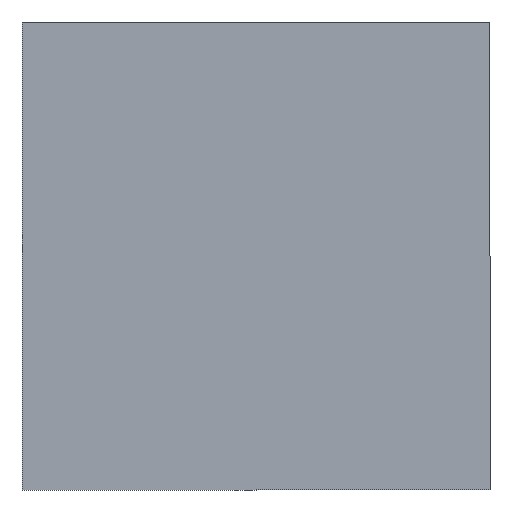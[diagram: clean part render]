
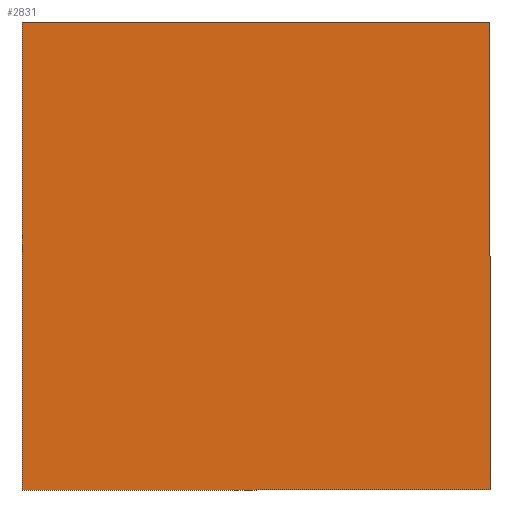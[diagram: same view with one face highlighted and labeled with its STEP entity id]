
A CAD part, front view. The second image highlights one B-rep face of the part: STEP entity #2831.
In plain terms, the highlighted planar face has unit normal (0, -1, 0).
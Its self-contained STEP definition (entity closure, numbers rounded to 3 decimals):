
#10 = CARTESIAN_POINT ( 'NONE',  ( 0., 0., 0. ) ) ;
#148 = VECTOR ( 'NONE', #1177, 1000. ) ;
#393 = EDGE_CURVE ( 'NONE', #2348, #3954, #3310, .T. ) ;
#467 = VECTOR ( 'NONE', #2490, 1000. ) ;
#479 = DIRECTION ( 'NONE',  ( 0., 0., 1. ) ) ;
#489 = CARTESIAN_POINT ( 'NONE',  ( -1300., 0., 1300. ) ) ;
#500 = LINE ( 'NONE', #3064, #467 ) ;
#561 = FACE_OUTER_BOUND ( 'NONE', #3558, .T. ) ;
#1012 = CARTESIAN_POINT ( 'NONE',  ( -1300., 0., -1300. ) ) ;
#1177 = DIRECTION ( 'NONE',  ( 0., 0., -1. ) ) ;
#1186 = ORIENTED_EDGE ( 'NONE', *, *, #3975, .F. ) ;
#1364 = EDGE_CURVE ( 'NONE', #3954, #3403, #500, .T. ) ;
#1396 = ORIENTED_EDGE ( 'NONE', *, *, #1858, .F. ) ;
#1516 = LINE ( 'NONE', #4021, #2233 ) ;
#1780 = LINE ( 'NONE', #3338, #148 ) ;
#1858 = EDGE_CURVE ( 'NONE', #3403, #3799, #1780, .T. ) ;
#1906 = CARTESIAN_POINT ( 'NONE',  ( 1300., 0., 1300. ) ) ;
#2222 = VECTOR ( 'NONE', #479, 1000. ) ;
#2233 = VECTOR ( 'NONE', #2716, 1000. ) ;
#2242 = DIRECTION ( 'NONE',  ( 0., 1., 0. ) ) ;
#2348 = VERTEX_POINT ( 'NONE', #1012 ) ;
#2490 = DIRECTION ( 'NONE',  ( 1., 0., 0. ) ) ;
#2716 = DIRECTION ( 'NONE',  ( -1., 0., 0. ) ) ;
#2772 = ORIENTED_EDGE ( 'NONE', *, *, #393, .F. ) ;
#2797 = AXIS2_PLACEMENT_3D ( 'NONE', #10, #2242, #3423 ) ;
#2831 = ADVANCED_FACE ( 'NONE', ( #561 ), #3082, .F. ) ;
#2959 = CARTESIAN_POINT ( 'NONE',  ( 1300., 0., -1300. ) ) ;
#3064 = CARTESIAN_POINT ( 'NONE',  ( -1300., 0., 1300. ) ) ;
#3082 = PLANE ( 'NONE',  #2797 ) ;
#3092 = ORIENTED_EDGE ( 'NONE', *, *, #1364, .F. ) ;
#3310 = LINE ( 'NONE', #3689, #2222 ) ;
#3338 = CARTESIAN_POINT ( 'NONE',  ( 1300., 0., 1300. ) ) ;
#3403 = VERTEX_POINT ( 'NONE', #1906 ) ;
#3423 = DIRECTION ( 'NONE',  ( 0., 0., 1. ) ) ;
#3558 = EDGE_LOOP ( 'NONE', ( #3092, #2772, #1186, #1396 ) ) ;
#3689 = CARTESIAN_POINT ( 'NONE',  ( -1300., 0., 1300. ) ) ;
#3799 = VERTEX_POINT ( 'NONE', #2959 ) ;
#3954 = VERTEX_POINT ( 'NONE', #489 ) ;
#3975 = EDGE_CURVE ( 'NONE', #3799, #2348, #1516, .T. ) ;
#4021 = CARTESIAN_POINT ( 'NONE',  ( -1300., 0., -1300. ) ) ;
